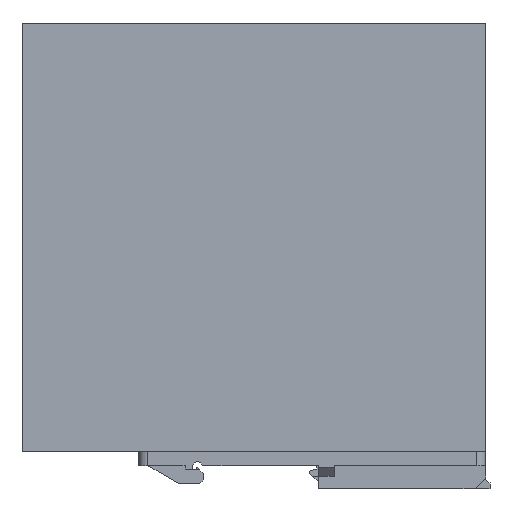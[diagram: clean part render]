
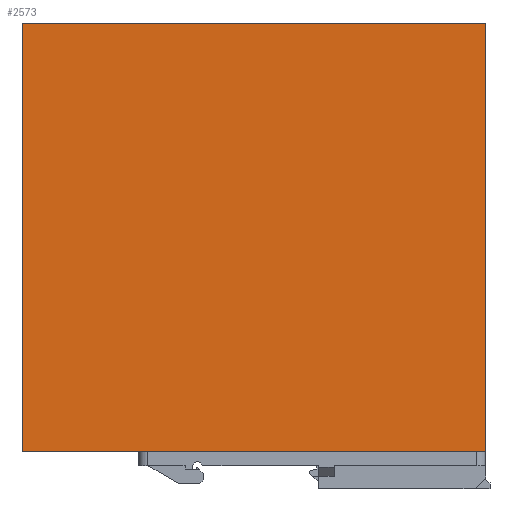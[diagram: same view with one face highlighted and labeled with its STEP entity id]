
A CAD part, left-side view. The second image highlights one B-rep face of the part: STEP entity #2573.
In plain terms, the highlighted planar face has unit normal (-1, 0, 0).
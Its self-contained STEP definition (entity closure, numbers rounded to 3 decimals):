
#2553=AXIS2_PLACEMENT_3D('Plane Axis2P3D',#2550,#2551,#2552) ;
#509=CARTESIAN_POINT('Vertex',(0.,131.2,130.5)) ;
#512=CARTESIAN_POINT('Line Origine',(0.,66.2,130.5)) ;
#516=CARTESIAN_POINT('Vertex',(0.,1.2,130.5)) ;
#671=CARTESIAN_POINT('Vertex',(0.,131.2,10.5)) ;
#674=CARTESIAN_POINT('Line Origine',(0.,131.2,70.5)) ;
#2550=CARTESIAN_POINT('Axis2P3D Location',(0.,66.,0.)) ;
#2555=CARTESIAN_POINT('Line Origine',(0.,66.2,10.5)) ;
#2559=CARTESIAN_POINT('Vertex',(0.,1.2,10.5)) ;
#2562=CARTESIAN_POINT('Line Origine',(0.,1.2,70.5)) ;
#513=DIRECTION('Vector Direction',(0.,1.,0.)) ;
#675=DIRECTION('Vector Direction',(0.,0.,1.)) ;
#2551=DIRECTION('Axis2P3D Direction',(1.,0.,0.)) ;
#2552=DIRECTION('Axis2P3D XDirection',(0.,1.,0.)) ;
#2556=DIRECTION('Vector Direction',(0.,-1.,0.)) ;
#2563=DIRECTION('Vector Direction',(0.,0.,-1.)) ;
#514=VECTOR('Line Direction',#513,1.) ;
#676=VECTOR('Line Direction',#675,1.) ;
#2557=VECTOR('Line Direction',#2556,1.) ;
#2564=VECTOR('Line Direction',#2563,1.) ;
#2568=ORIENTED_EDGE('',*,*,#518,.F.) ;
#2569=ORIENTED_EDGE('',*,*,#678,.F.) ;
#2570=ORIENTED_EDGE('',*,*,#2561,.F.) ;
#2571=ORIENTED_EDGE('',*,*,#2566,.F.) ;
#2573=ADVANCED_FACE('STROMVERSORGUNG',(#2572),#2554,.F.) ;
#518=EDGE_CURVE('',#510,#517,#515,.F.) ;
#678=EDGE_CURVE('',#672,#510,#677,.T.) ;
#2561=EDGE_CURVE('',#2560,#672,#2558,.F.) ;
#2566=EDGE_CURVE('',#517,#2560,#2565,.T.) ;
#2567=EDGE_LOOP('',(#2568,#2569,#2570,#2571)) ;
#2572=FACE_OUTER_BOUND('',#2567,.T.) ;
#515=LINE('Line',#512,#514) ;
#677=LINE('Line',#674,#676) ;
#2558=LINE('Line',#2555,#2557) ;
#2565=LINE('Line',#2562,#2564) ;
#2554=PLANE('',#2553) ;
#510=VERTEX_POINT('',#509) ;
#517=VERTEX_POINT('',#516) ;
#672=VERTEX_POINT('',#671) ;
#2560=VERTEX_POINT('',#2559) ;
